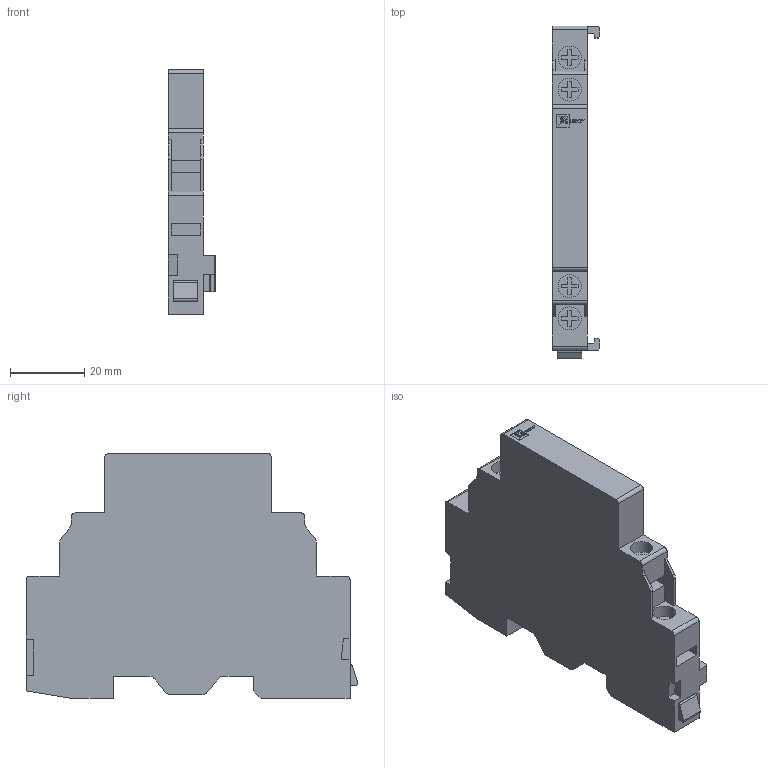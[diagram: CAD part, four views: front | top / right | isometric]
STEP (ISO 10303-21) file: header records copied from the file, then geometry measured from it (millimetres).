
FILE_DESCRIPTION (( 'STEP AP203' ), '1' );
FILE_NAME ('Äîïîëíèòåëüíûé êîíòàêò ÀÏÄ-32 ÄÊ-11 (apd2-dk11).STEP', '2018-10-26T06:43:21', ( '' ), ( '' ), 'SwSTEP 2.0', 'SolidWorks 2017', '' );
FILE_SCHEMA (( 'CONFIG_CONTROL_DESIGN' ));
Length unit declared in the file: millimetre
Products named in the file (1): Äîïîëíèòåëüíûé êîíòàêò ÀÏÄ-32 ÄÊ-11 (apd2-dk11)
Bounding box: 12.9 x 89.52 x 66 mm (x, y, z)
Volume: 42125.8 mm3; surface area: 13240.3 mm2
Topology: 1 solids, 1 shells, 255 faces, 697 edges, 464 vertices
Faces by surface type: plane 197, cylinder 40, bspline 18
Entity records: 8592 total; most frequent: CARTESIAN_POINT 2083, ORIENTED_EDGE 1394, DIRECTION 1217, EDGE_CURVE 697, VECTOR 581, LINE 581, VERTEX_POINT 464, AXIS2_PLACEMENT_3D 318
